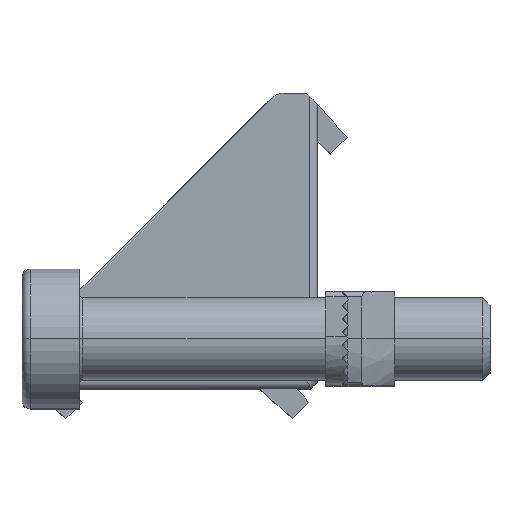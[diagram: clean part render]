
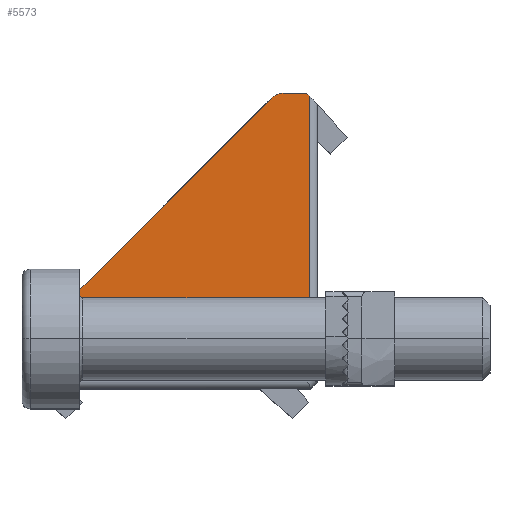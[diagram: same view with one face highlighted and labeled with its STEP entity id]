
A CAD part, top view. The second image highlights one B-rep face of the part: STEP entity #5573.
In plain terms, the highlighted planar face has unit normal (0.012, -0.012, 1).
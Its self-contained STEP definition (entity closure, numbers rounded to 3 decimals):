
#25 = VERTEX_POINT ( 'NONE', #226 ) ;
#57 = ORIENTED_EDGE ( 'NONE', *, *, #2909, .T. ) ;
#139 = EDGE_CURVE ( 'NONE', #4812, #845, #372, .T. ) ;
#226 = CARTESIAN_POINT ( 'NONE',  ( -0.625, 0.494, 8.761 ) ) ;
#251 =( BOUNDED_CURVE ( )  B_SPLINE_CURVE ( 3, ( #2545, #6588, #3919, #8609 ),
 .UNSPECIFIED., .F., .F. ) 
 B_SPLINE_CURVE_WITH_KNOTS ( ( 4, 4 ),
 ( 3.142, 3.927 ),
 .UNSPECIFIED. ) 
 CURVE ( )  GEOMETRIC_REPRESENTATION_ITEM ( )  RATIONAL_B_SPLINE_CURVE ( ( 1., 0.949, 0.949, 1. ) ) 
 REPRESENTATION_ITEM ( '' )  );
#372 = LINE ( 'NONE', #1198, #2618 ) ;
#493 = LINE ( 'NONE', #952, #4149 ) ;
#555 = EDGE_CURVE ( 'NONE', #8326, #3275, #6420, .T. ) ;
#557 = CARTESIAN_POINT ( 'NONE',  ( -2.799, 17.707, 9. ) ) ;
#614 = DIRECTION ( 'NONE',  ( 1., 0., -0.012 ) ) ;
#676 = CARTESIAN_POINT ( 'NONE',  ( -0.494, 0.625, 8.761 ) ) ;
#845 = VERTEX_POINT ( 'NONE', #8664 ) ;
#861 = EDGE_CURVE ( 'NONE', #3526, #3271, #3873, .T. ) ;
#931 = CARTESIAN_POINT ( 'NONE',  ( -2.092, 18., 8.995 ) ) ;
#952 = CARTESIAN_POINT ( 'NONE',  ( -18., 2.092, 8.995 ) ) ;
#978 = DIRECTION ( 'NONE',  ( 0., -1., -0.012 ) ) ;
#1081 = VERTEX_POINT ( 'NONE', #1461 ) ;
#1160 = VECTOR ( 'NONE', #614, 1000. ) ;
#1198 = CARTESIAN_POINT ( 'NONE',  ( -0.494, 17.324, 8.967 ) ) ;
#1380 = EDGE_CURVE ( 'NONE', #3271, #8326, #2589, .T. ) ;
#1453 = VECTOR ( 'NONE', #3508, 1000. ) ;
#1461 = CARTESIAN_POINT ( 'NONE',  ( -17.818, 0.494, 8.973 ) ) ;
#1741 = CARTESIAN_POINT ( 'NONE',  ( -0.347, 0.772, 8.761 ) ) ;
#1761 = CARTESIAN_POINT ( 'NONE',  ( -0.676, 18., 8.977 ) ) ;
#1850 = DIRECTION ( 'NONE',  ( -0.707, 0.707, 0.017 ) ) ;
#2079 = VERTEX_POINT ( 'NONE', #2593 ) ;
#2105 = ORIENTED_EDGE ( 'NONE', *, *, #139, .T. ) ;
#2128 = ORIENTED_EDGE ( 'NONE', *, *, #4161, .T. ) ;
#2332 = ORIENTED_EDGE ( 'NONE', *, *, #4724, .T. ) ;
#2545 = CARTESIAN_POINT ( 'NONE',  ( -17.707, 2.799, 9. ) ) ;
#2589 =( BOUNDED_CURVE ( )  B_SPLINE_CURVE ( 3, ( #931, #4963, #5636, #5663 ),
 .UNSPECIFIED., .F., .T. ) 
 B_SPLINE_CURVE_WITH_KNOTS ( ( 4, 4 ),
 ( 2.356, 3.142 ),
 .UNSPECIFIED. ) 
 CURVE ( )  GEOMETRIC_REPRESENTATION_ITEM ( )  RATIONAL_B_SPLINE_CURVE ( ( 1., 0.949, 0.949, 1. ) ) 
 REPRESENTATION_ITEM ( '' )  );
#2593 = CARTESIAN_POINT ( 'NONE',  ( -18., 2.092, 8.995 ) ) ;
#2618 = VECTOR ( 'NONE', #7953, 1000. ) ;
#2804 = CARTESIAN_POINT ( 'NONE',  ( -18., 0.676, 8.977 ) ) ;
#2909 = EDGE_CURVE ( 'NONE', #1081, #25, #4792, .T. ) ;
#2936 = ORIENTED_EDGE ( 'NONE', *, *, #4002, .T. ) ;
#3271 = VERTEX_POINT ( 'NONE', #6800 ) ;
#3274 = DIRECTION ( 'NONE',  ( 0.012, -0.012, 1. ) ) ;
#3275 = VERTEX_POINT ( 'NONE', #7476 ) ;
#3508 = DIRECTION ( 'NONE',  ( 0.707, -0.707, -0.017 ) ) ;
#3526 = VERTEX_POINT ( 'NONE', #1761 ) ;
#3605 = ORIENTED_EDGE ( 'NONE', *, *, #4091, .T. ) ;
#3732 = LINE ( 'NONE', #1741, #7077 ) ;
#3746 = ORIENTED_EDGE ( 'NONE', *, *, #4974, .T. ) ;
#3873 = LINE ( 'NONE', #7814, #7222 ) ;
#3919 = CARTESIAN_POINT ( 'NONE',  ( -18., 2.361, 8.998 ) ) ;
#4002 = EDGE_CURVE ( 'NONE', #2079, #8553, #493, .T. ) ;
#4007 = DIRECTION ( 'NONE',  ( -1., 0., 0.012 ) ) ;
#4091 = EDGE_CURVE ( 'NONE', #25, #4812, #3732, .T. ) ;
#4149 = VECTOR ( 'NONE', #978, 1000. ) ;
#4161 = EDGE_CURVE ( 'NONE', #845, #3526, #8250, .T. ) ;
#4676 = ORIENTED_EDGE ( 'NONE', *, *, #555, .T. ) ;
#4686 = CARTESIAN_POINT ( 'NONE',  ( -0.424, 0.494, 8.758 ) ) ;
#4724 = EDGE_CURVE ( 'NONE', #3275, #2079, #251, .T. ) ;
#4792 = LINE ( 'NONE', #4686, #1160 ) ;
#4812 = VERTEX_POINT ( 'NONE', #676 ) ;
#4963 = CARTESIAN_POINT ( 'NONE',  ( -2.361, 18., 8.998 ) ) ;
#4974 = EDGE_CURVE ( 'NONE', #8553, #1081, #6840, .T. ) ;
#5045 = VECTOR ( 'NONE', #5902, 1000. ) ;
#5121 = ORIENTED_EDGE ( 'NONE', *, *, #1380, .T. ) ;
#5573 = ADVANCED_FACE ( 'NONE', ( #5994 ), #8666, .T. ) ;
#5636 = CARTESIAN_POINT ( 'NONE',  ( -2.609, 17.897, 9. ) ) ;
#5663 = CARTESIAN_POINT ( 'NONE',  ( -2.799, 17.707, 9. ) ) ;
#5713 = AXIS2_PLACEMENT_3D ( 'NONE', #557, #3274, #6001 ) ;
#5809 = DIRECTION ( 'NONE',  ( 0.707, 0.707, 0. ) ) ;
#5902 = DIRECTION ( 'NONE',  ( -0.707, -0.707, 0. ) ) ;
#5916 = CARTESIAN_POINT ( 'NONE',  ( -0.676, 18., 8.977 ) ) ;
#5994 = FACE_OUTER_BOUND ( 'NONE', #6457, .T. ) ;
#6001 = DIRECTION ( 'NONE',  ( 1., 0., -0.012 ) ) ;
#6176 = ORIENTED_EDGE ( 'NONE', *, *, #861, .T. ) ;
#6420 = LINE ( 'NONE', #6578, #5045 ) ;
#6457 = EDGE_LOOP ( 'NONE', ( #3746, #57, #3605, #2105, #2128, #6176, #5121, #4676, #2332, #2936 ) ) ;
#6578 = CARTESIAN_POINT ( 'NONE',  ( -2.799, 17.707, 9. ) ) ;
#6588 = CARTESIAN_POINT ( 'NONE',  ( -17.897, 2.609, 9. ) ) ;
#6800 = CARTESIAN_POINT ( 'NONE',  ( -2.092, 18., 8.995 ) ) ;
#6840 = LINE ( 'NONE', #2804, #1453 ) ;
#7077 = VECTOR ( 'NONE', #5809, 1000. ) ;
#7222 = VECTOR ( 'NONE', #4007, 1000. ) ;
#7476 = CARTESIAN_POINT ( 'NONE',  ( -17.707, 2.799, 9. ) ) ;
#7589 = CARTESIAN_POINT ( 'NONE',  ( -18., 0.676, 8.977 ) ) ;
#7814 = CARTESIAN_POINT ( 'NONE',  ( -0.676, 18., 8.977 ) ) ;
#7953 = DIRECTION ( 'NONE',  ( 0., 1., 0.012 ) ) ;
#8250 = LINE ( 'NONE', #5916, #8445 ) ;
#8326 = VERTEX_POINT ( 'NONE', #8599 ) ;
#8445 = VECTOR ( 'NONE', #1850, 1000. ) ;
#8553 = VERTEX_POINT ( 'NONE', #7589 ) ;
#8599 = CARTESIAN_POINT ( 'NONE',  ( -2.799, 17.707, 9. ) ) ;
#8609 = CARTESIAN_POINT ( 'NONE',  ( -18., 2.092, 8.995 ) ) ;
#8664 = CARTESIAN_POINT ( 'NONE',  ( -0.494, 17.818, 8.973 ) ) ;
#8666 = PLANE ( 'NONE',  #5713 ) ;
